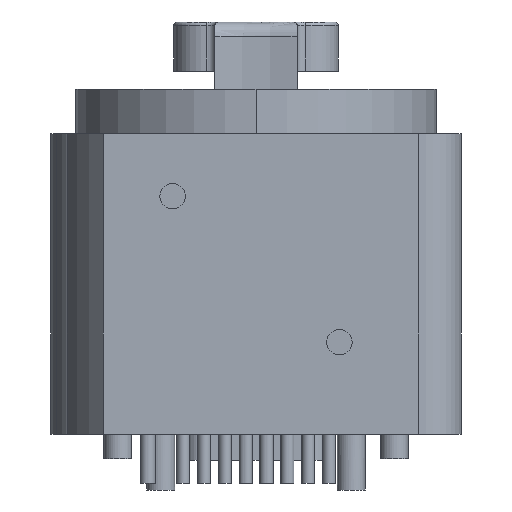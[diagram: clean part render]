
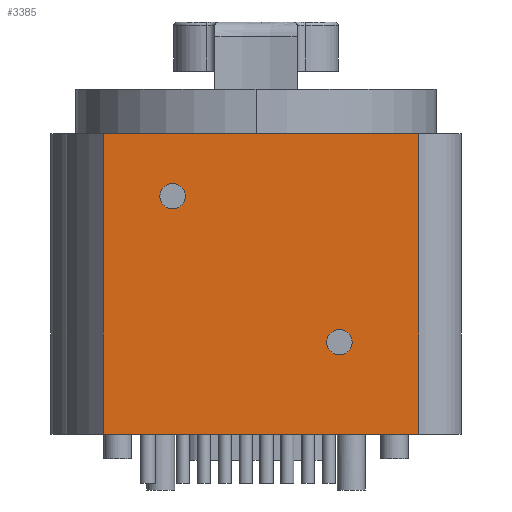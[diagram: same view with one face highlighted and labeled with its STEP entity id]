
A CAD part, front view. The second image highlights one B-rep face of the part: STEP entity #3385.
In plain terms, the highlighted planar face has unit normal (0, -1, 0).
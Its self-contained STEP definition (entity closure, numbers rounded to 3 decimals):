
#394=DIRECTION('',(-1.,0.,0.));
#395=VECTOR('',#394,19.2);
#396=CARTESIAN_POINT('',(9.9,-12.5,-18.3));
#397=LINE('',#396,#395);
#487=DIRECTION('',(-1.,0.,0.));
#488=VECTOR('',#487,19.2);
#489=CARTESIAN_POINT('',(9.9,-12.5,0.));
#490=LINE('',#489,#488);
#1276=DIRECTION('',(0.,0.,-1.));
#1277=VECTOR('',#1276,18.3);
#1278=CARTESIAN_POINT('',(9.9,-12.5,0.));
#1279=LINE('',#1278,#1277);
#1280=CARTESIAN_POINT('',(-5.08,-12.5,-3.81));
#1281=DIRECTION('',(0.,-1.,0.));
#1282=DIRECTION('',(1.,0.,0.));
#1283=AXIS2_PLACEMENT_3D('',#1280,#1281,#1282);
#1285=CARTESIAN_POINT('',(-5.08,-12.5,-3.81));
#1286=DIRECTION('',(0.,-1.,0.));
#1287=DIRECTION('',(-1.,0.,0.));
#1288=AXIS2_PLACEMENT_3D('',#1285,#1286,#1287);
#1290=CARTESIAN_POINT('',(5.08,-12.5,-12.7));
#1291=DIRECTION('',(0.,-1.,0.));
#1292=DIRECTION('',(1.,0.,0.));
#1293=AXIS2_PLACEMENT_3D('',#1290,#1291,#1292);
#1295=CARTESIAN_POINT('',(5.08,-12.5,-12.7));
#1296=DIRECTION('',(0.,-1.,0.));
#1297=DIRECTION('',(-1.,0.,0.));
#1298=AXIS2_PLACEMENT_3D('',#1295,#1296,#1297);
#1300=DIRECTION('',(0.,0.,-1.));
#1301=VECTOR('',#1300,18.3);
#1302=CARTESIAN_POINT('',(-9.3,-12.5,0.));
#1303=LINE('',#1302,#1301);
#1616=CARTESIAN_POINT('',(9.9,-12.5,-18.3));
#1618=VERTEX_POINT('',#1616);
#1620=CARTESIAN_POINT('',(-9.3,-12.5,-18.3));
#1621=VERTEX_POINT('',#1620);
#1626=CARTESIAN_POINT('',(9.9,-12.5,0.));
#1628=VERTEX_POINT('',#1626);
#1630=CARTESIAN_POINT('',(-9.3,-12.5,0.));
#1631=VERTEX_POINT('',#1630);
#1947=CARTESIAN_POINT('',(-4.305,-12.5,-3.81));
#1948=CARTESIAN_POINT('',(-5.855,-12.5,-3.81));
#1949=VERTEX_POINT('',#1947);
#1950=VERTEX_POINT('',#1948);
#1951=CARTESIAN_POINT('',(5.855,-12.5,-12.7));
#1952=CARTESIAN_POINT('',(4.305,-12.5,-12.7));
#1953=VERTEX_POINT('',#1951);
#1954=VERTEX_POINT('',#1952);
#3361=CARTESIAN_POINT('',(9.9,-12.5,0.));
#3362=DIRECTION('',(0.,1.,0.));
#3363=DIRECTION('',(-1.,0.,0.));
#3364=AXIS2_PLACEMENT_3D('',#3361,#3362,#3363);
#3365=PLANE('',#3364);
#3366=ORIENTED_EDGE('',*,*,#2004,.T.);
#3368=ORIENTED_EDGE('',*,*,#3367,.F.);
#3369=ORIENTED_EDGE('',*,*,#2156,.F.);
#3370=ORIENTED_EDGE('',*,*,#3354,.T.);
#3371=EDGE_LOOP('',(#3366,#3368,#3369,#3370));
#3372=FACE_OUTER_BOUND('',#3371,.F.);
#3374=ORIENTED_EDGE('',*,*,#3373,.T.);
#3376=ORIENTED_EDGE('',*,*,#3375,.T.);
#3377=EDGE_LOOP('',(#3374,#3376));
#3378=FACE_BOUND('',#3377,.F.);
#3380=ORIENTED_EDGE('',*,*,#3379,.T.);
#3382=ORIENTED_EDGE('',*,*,#3381,.T.);
#3383=EDGE_LOOP('',(#3380,#3382));
#3384=FACE_BOUND('',#3383,.F.);
#1284=CIRCLE('',#1283,0.775);
#1289=CIRCLE('',#1288,0.775);
#1294=CIRCLE('',#1293,0.775);
#1299=CIRCLE('',#1298,0.775);
#2004=EDGE_CURVE('',#1618,#1621,#397,.T.);
#2156=EDGE_CURVE('',#1628,#1631,#490,.T.);
#3354=EDGE_CURVE('',#1628,#1618,#1279,.T.);
#3367=EDGE_CURVE('',#1631,#1621,#1303,.T.);
#3373=EDGE_CURVE('',#1949,#1950,#1284,.T.);
#3375=EDGE_CURVE('',#1950,#1949,#1289,.T.);
#3379=EDGE_CURVE('',#1953,#1954,#1294,.T.);
#3381=EDGE_CURVE('',#1954,#1953,#1299,.T.);
#3385=ADVANCED_FACE('',(#3372,#3378,#3384),#3365,.F.);
